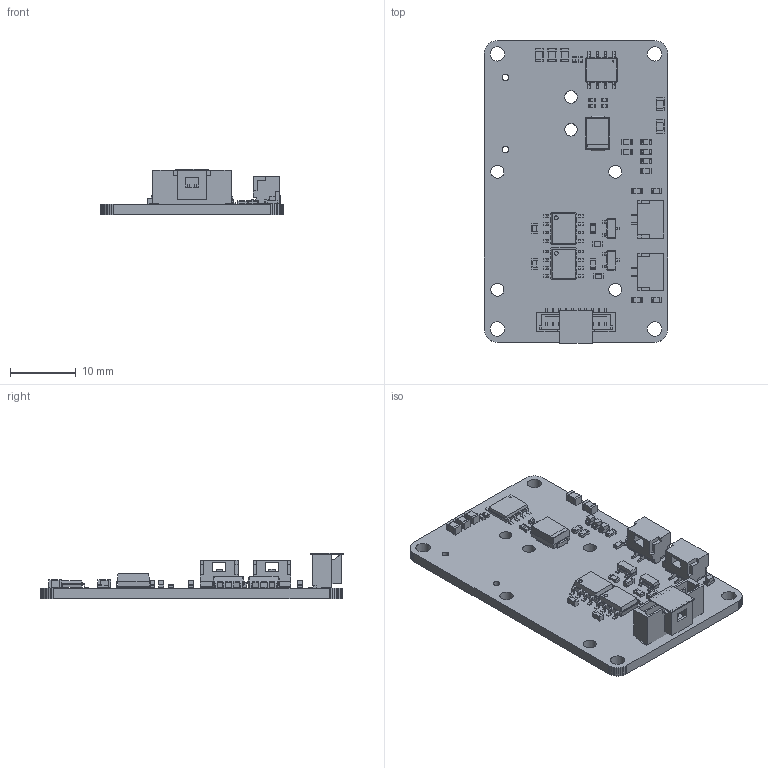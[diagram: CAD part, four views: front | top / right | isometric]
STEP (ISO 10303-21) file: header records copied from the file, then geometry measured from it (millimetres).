
FILE_DESCRIPTION(('KiCad electronic assembly'),'2;1');
FILE_NAME('ecat2can.step','2024-04-28T20:20:12',('Pcbnew'),('Kicad'), 'Open CASCADE STEP processor 7.6','KiCad to STEP converter','Unknown' );
FILE_SCHEMA(('AUTOMOTIVE_DESIGN { 1 0 10303 214 1 1 1 1 }'));
Length unit declared in the file: millimetre
Products named in the file (26): ecat2can 1; LED_0603_1608Metric; SOLID; R_0603_1608Metric; C_0805_2012Metric; SOT-23; R_0402_1005Metric; C_0603_1608Metric; D_SMB; Texas_HTSOP-8-1EP_3.9x4.9mm_P1.27mm_EP2.85x4.9mm_Mask2.4x3.1mm_
ThermalVias; C_0402_1005Metric; 5013311007; COMPOUND; JST_GH_SM02B-GHS-TB_1x02-1MP_P1.25mm_Horizontal; SOIC-8_3.9x4.9mm_P1.27mm; ecat2can PCB
Assembly tree (49 placements, depth 3):
  ecat2can 1
    LED_0603_1608Metric  x5
      SOLID
    R_0603_1608Metric  x7
      SOLID
    C_0805_2012Metric  x5
      SOLID
    SOT-23  x2
      SOLID
    R_0402_1005Metric  x4
      SOLID
    C_0603_1608Metric  x4
      SOLID
    D_SMB
      SOLID
    Texas_HTSOP-8-1EP_3.9x4.9mm_P1.27mm_EP2.85x4.9mm_Mask2.4x3.1mm_
ThermalVias
      SOLID
    C_0402_1005Metric  x2
      SOLID
    5013311007
      COMPOUND
    JST_GH_SM02B-GHS-TB_1x02-1MP_P1.25mm_Horizontal  x2
      SOLID
    SOIC-8_3.9x4.9mm_P1.27mm  x2
      SOLID
    ecat2can PCB
Bounding box: 28 x 46.18 x 6.87 mm (x, y, z)
Volume: 2362.1 mm3; surface area: 4246 mm2
Topology: 38 solids, 38 shells, 2060 faces, 5435 edges, 3506 vertices
Faces by surface type: plane 1492, cylinder 408, bspline 160
Full cylindrical faces by diameter (mm): 0.2 x1, 0.33 x6, 0.6 x2, 1 x2, 1.9 x2, 2 x4, 2.2 x4
Entity records: 73648 total; most frequent: CARTESIAN_POINT 13174, DIRECTION 9998, LINE 7241, VECTOR 7241, ORIENTED_EDGE 5474, PCURVE 5474, DEFINITIONAL_REPRESENTATION 5474, EDGE_CURVE 2737
